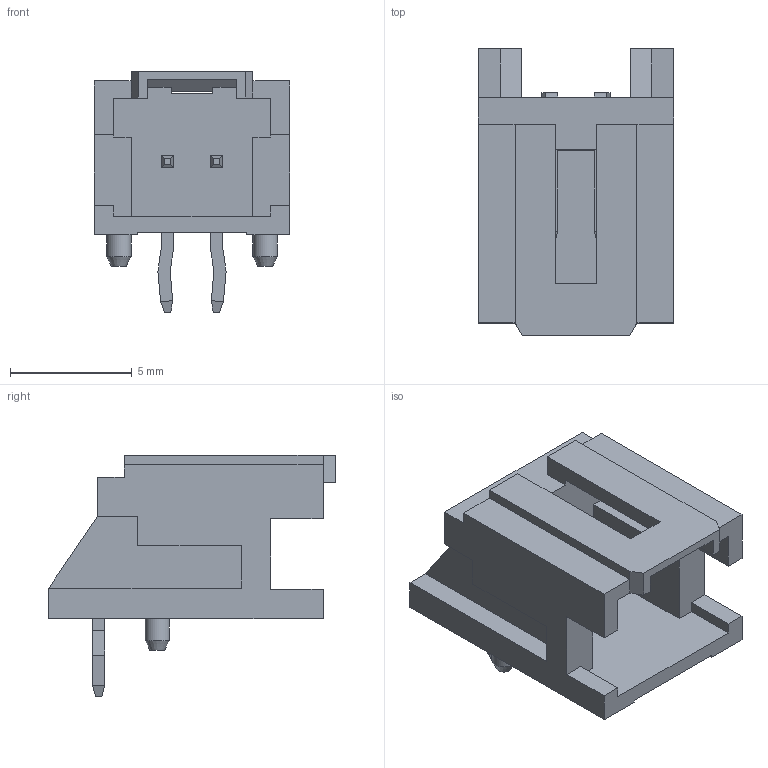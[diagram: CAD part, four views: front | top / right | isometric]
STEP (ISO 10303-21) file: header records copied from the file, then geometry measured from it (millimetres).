
FILE_DESCRIPTION(/* description */ (''),/* implementation_level */ '2;1');
FILE_NAME(/* name */ '559350210.step',/* time_stamp */ '2023-10-25T03:23:50-04:00',/* author */ (''),/* organization */ (''),/* preprocessor_version */ 'ST-DEVELOPER v20',/* originating_system */ 'Autodesk Translation Framework v12.14.0.127',/* authorisation */ '');
FILE_SCHEMA (('AUTOMOTIVE_DESIGN { 1 0 10303 214 3 1 1 }'));
Length unit declared in the file: millimetre
Products named in the file (1): (Unsaved)
Bounding box: 8 x 11.75 x 9.91 mm (x, y, z)
Volume: 246.9 mm3; surface area: 625.6 mm2
Topology: 3 solids, 3 shells, 121 faces, 319 edges, 204 vertices
Faces by surface type: plane 115, cylinder 4, cone 2
Full cylindrical faces by diameter (mm): 1 x2
Entity records: 3684 total; most frequent: CARTESIAN_POINT 645, ORIENTED_EDGE 638, DIRECTION 573, EDGE_CURVE 319, LINE 309, VECTOR 309, VERTEX_POINT 204, AXIS2_PLACEMENT_3D 132
